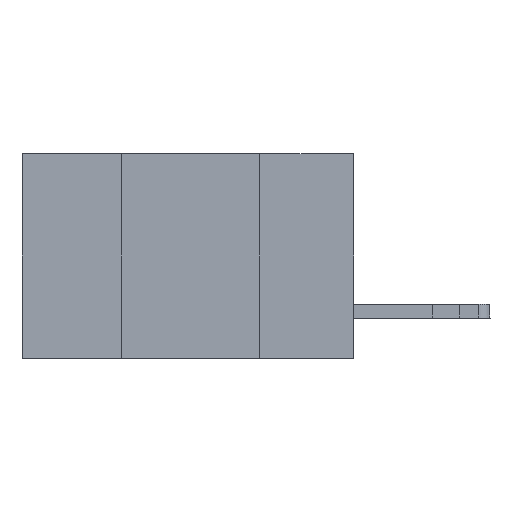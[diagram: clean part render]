
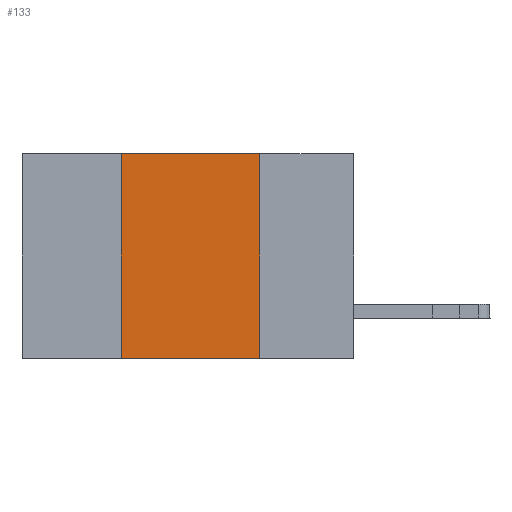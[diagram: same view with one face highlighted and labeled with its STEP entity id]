
A CAD part, left-side view. The second image highlights one B-rep face of the part: STEP entity #133.
In plain terms, the highlighted planar face has unit normal (-1, 0, 0).
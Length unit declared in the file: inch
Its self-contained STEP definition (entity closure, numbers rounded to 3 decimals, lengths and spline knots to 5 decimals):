
#40 = LINE ( 'NONE', #5214, #11596 ) ;
#133 = ADVANCED_FACE ( 'NONE', ( #14002 ), #5547, .F. ) ;
#324 = VECTOR ( 'NONE', #13378, 39.37008 ) ;
#467 = ORIENTED_EDGE ( 'NONE', *, *, #6403, .T. ) ;
#556 = CARTESIAN_POINT ( 'NONE',  ( 0., 0.42, 0. ) ) ;
#560 = CARTESIAN_POINT ( 'NONE',  ( 0., 0.6, 0. ) ) ;
#655 = ORIENTED_EDGE ( 'NONE', *, *, #3288, .F. ) ;
#1175 = LINE ( 'NONE', #2612, #12198 ) ;
#2322 = VERTEX_POINT ( 'NONE', #14572 ) ;
#2431 = DIRECTION ( 'NONE',  ( 0., -1., 0. ) ) ;
#2612 = CARTESIAN_POINT ( 'NONE',  ( 0., 0.6, 0. ) ) ;
#3288 = EDGE_CURVE ( 'NONE', #11339, #18455, #1175, .T. ) ;
#3459 = ORIENTED_EDGE ( 'NONE', *, *, #16401, .F. ) ;
#3767 = VERTEX_POINT ( 'NONE', #14833 ) ;
#4126 = DIRECTION ( 'NONE',  ( 0., 0., -1. ) ) ;
#4446 = CARTESIAN_POINT ( 'NONE',  ( 0., 0.6, -0.37 ) ) ;
#5214 = CARTESIAN_POINT ( 'NONE',  ( 0., 0.42, 0. ) ) ;
#5547 = PLANE ( 'NONE',  #19103 ) ;
#5826 = DIRECTION ( 'NONE',  ( 1., 0., 0. ) ) ;
#6043 = CARTESIAN_POINT ( 'NONE',  ( 0., 0.17, 0. ) ) ;
#6080 = EDGE_LOOP ( 'NONE', ( #3459, #655, #9110, #467 ) ) ;
#6403 = EDGE_CURVE ( 'NONE', #3767, #2322, #18777, .T. ) ;
#8884 = CARTESIAN_POINT ( 'NONE',  ( 0., 0.17, 0. ) ) ;
#9110 = ORIENTED_EDGE ( 'NONE', *, *, #11412, .F. ) ;
#10374 = LINE ( 'NONE', #6043, #13849 ) ;
#11339 = VERTEX_POINT ( 'NONE', #556 ) ;
#11412 = EDGE_CURVE ( 'NONE', #3767, #11339, #40, .T. ) ;
#11596 = VECTOR ( 'NONE', #12726, 39.37008 ) ;
#12051 = DIRECTION ( 'NONE',  ( 0., 0., -1. ) ) ;
#12198 = VECTOR ( 'NONE', #2431, 39.37008 ) ;
#12726 = DIRECTION ( 'NONE',  ( 0., 0., 1. ) ) ;
#13378 = DIRECTION ( 'NONE',  ( 0., -1., 0. ) ) ;
#13849 = VECTOR ( 'NONE', #12051, 39.37008 ) ;
#14002 = FACE_OUTER_BOUND ( 'NONE', #6080, .T. ) ;
#14572 = CARTESIAN_POINT ( 'NONE',  ( 0., 0.17, -0.37 ) ) ;
#14833 = CARTESIAN_POINT ( 'NONE',  ( 0., 0.42, -0.37 ) ) ;
#16401 = EDGE_CURVE ( 'NONE', #18455, #2322, #10374, .T. ) ;
#18455 = VERTEX_POINT ( 'NONE', #8884 ) ;
#18777 = LINE ( 'NONE', #4446, #324 ) ;
#19103 = AXIS2_PLACEMENT_3D ( 'NONE', #560, #5826, #4126 ) ;
